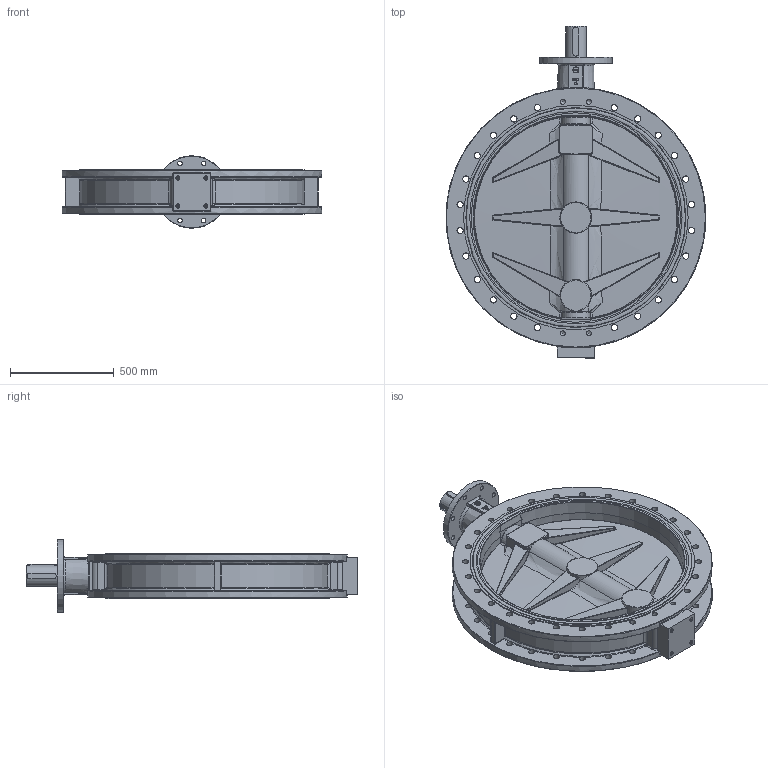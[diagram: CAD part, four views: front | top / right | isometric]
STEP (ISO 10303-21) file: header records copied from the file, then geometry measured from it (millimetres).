
FILE_DESCRIPTION((''),'2;1');
FILE_NAME('F012 K1 DN1000 PN6.stp','2015-07-03T08:15:51',('hellwig'),(''),'Autodesk Inventor 2013','Autodesk Inventor 2013','');
FILE_SCHEMA(('AUTOMOTIVE_DESIGN { 1 0 10303 214 1 1 1 1 }'));
Length unit declared in the file: millimetre
Products named in the file (1): M6224_Shrinkwrap_1
Bounding box: 1248.46 x 1596 x 348 mm (x, y, z)
Volume: 101750274.4 mm3; surface area: 6480395.1 mm2
Topology: 1 solids, 23 shells, 1833 faces, 4766 edges, 2915 vertices
Faces by surface type: bspline 618, plane 498, cylinder 403, torus 174, cone 86, sphere 48, revolution 6
Full cylindrical faces by diameter (mm): 10.106 x6, 12 x4, 13.5 x4, 18 x4, 20 x4, 22 x8, 23.752 x8, 30 x48, 60 x1, 83 x3, 83.1 x1, 95 x1, 95.1 x1, 97 x1, 100 x7, 100.2 x4, 100.5 x6, 106 x1, 107.2 x1, 108 x1, 110.2 x4, 111.8 x1, 114 x1, 115 x6, 120 x2, 125 x2, 125.7 x2, 139 x1, 152 x1, 230 x1
Entity records: 84109 total; most frequent: CARTESIAN_POINT 43423, ORIENTED_EDGE 8720, DIRECTION 6509, EDGE_CURVE 4360, VERTEX_POINT 2790, AXIS2_PLACEMENT_3D 2578, EDGE_LOOP 2235, FACE_OUTER_BOUND 1833
